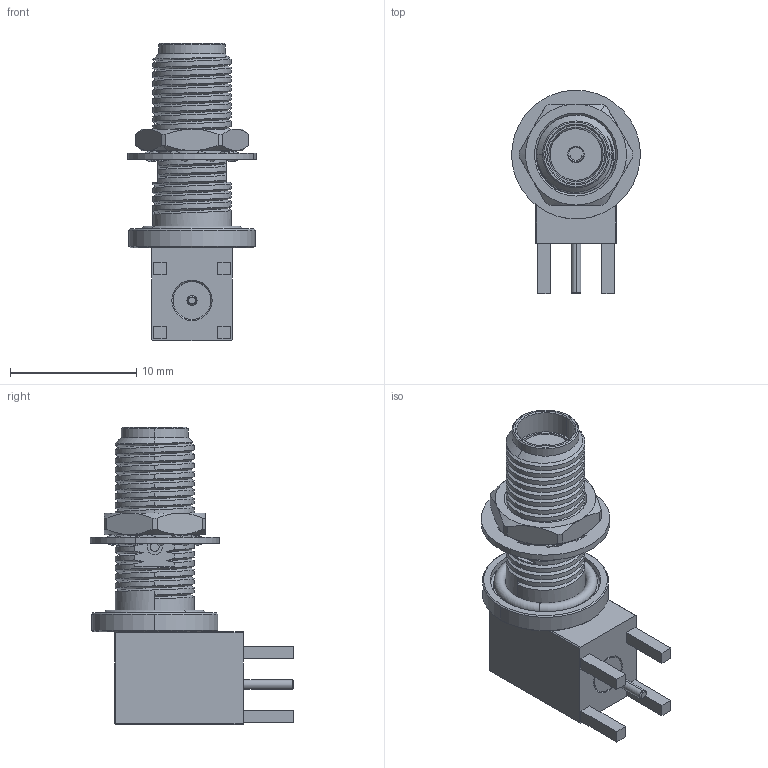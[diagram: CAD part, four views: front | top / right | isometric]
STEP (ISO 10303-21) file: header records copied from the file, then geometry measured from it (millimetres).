
FILE_DESCRIPTION (( 'STEP AP203' ), '1' );
FILE_NAME ('30-468-5-D3.STEP', '2024-07-15T12:21:18', ( '' ), ( '' ), 'SwSTEP 2.0', 'SolidWorks 2023', '' );
FILE_SCHEMA (( 'CONFIG_CONTROL_DESIGN' ));
Length unit declared in the file: millimetre
Products named in the file (1): 30-468-5-D3
Bounding box: 10.19 x 16.09 x 23.53 mm (x, y, z)
Surface area: 1428 mm2 (no closed solid volume)
Topology: 0 solids, 12 shells, 273 faces, 730 edges, 470 vertices
Faces by surface type: plane 92, cylinder 77, bspline 58, cone 38, torus 8
Entity records: 17346 total; most frequent: CARTESIAN_POINT 11107, ORIENTED_EDGE 1388, DIRECTION 1086, EDGE_CURVE 730, VERTEX_POINT 470, AXIS2_PLACEMENT_3D 371, LINE 344, VECTOR 344
